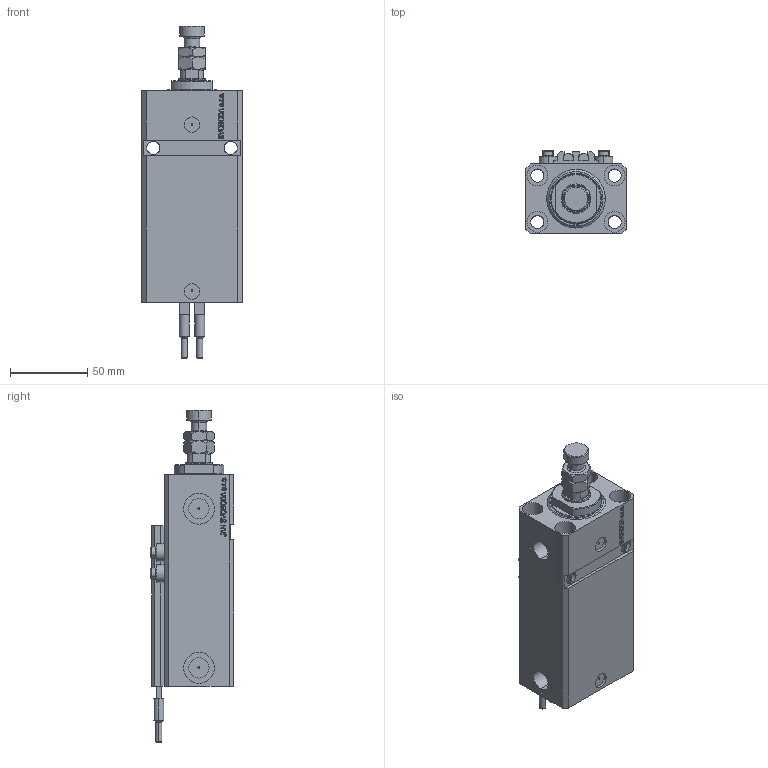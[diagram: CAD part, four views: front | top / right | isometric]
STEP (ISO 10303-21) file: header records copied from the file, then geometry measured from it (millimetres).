
FILE_DESCRIPTION (( 'STEP AP203' ), '1' );
FILE_NAME ('0da3.STEP', '2022-04-09T14:27:10', ( '' ), ( '' ), 'SwSTEP 2.0', 'SolidWorks 2019', '' );
FILE_SCHEMA (( 'CONFIG_CONTROL_DESIGN' ));
Length unit declared in the file: millimetre
Products named in the file (7): SWITCH_V250CE 0b7e525469b399e4a4b96dc888b62595; ALLEN BOLT V250CE 0b7e525469b399e4a4b96dc888b62595; V250CE_E_Body 0b7e525469b399e4a4b96dc888b62595; 0da3; MFA 0b7e525469b399e4a4b96dc888b62595; V250CE_VC_E 0b7e525469b399e4a4b96dc888b62595; V250CE_C_VCP 0b7e525469b399e4a4b96dc888b62595
Assembly tree (10 placements, depth 2):
  0da3
    V250CE_E_Body 0b7e525469b399e4a4b96dc888b62595
    ALLEN BOLT V250CE 0b7e525469b399e4a4b96dc888b62595  x4
    V250CE_C_VCP 0b7e525469b399e4a4b96dc888b62595
    V250CE_VC_E 0b7e525469b399e4a4b96dc888b62595
    MFA 0b7e525469b399e4a4b96dc888b62595
    SWITCH_V250CE 0b7e525469b399e4a4b96dc888b62595  x2
Bounding box: 65 x 54 x 214.9 mm (x, y, z)
Volume: 359343.9 mm3; surface area: 100557 mm2
Topology: 11 solids, 11 shells, 1187 faces, 2925 edges, 1878 vertices
Faces by surface type: plane 563, bspline 360, cylinder 154, cone 88, torus 22
Entity records: 50177 total; most frequent: CARTESIAN_POINT 25799, ORIENTED_EDGE 5432, DIRECTION 3674, EDGE_CURVE 2716, VERTEX_POINT 1764, LINE 1584, VECTOR 1584, EDGE_LOOP 1228
